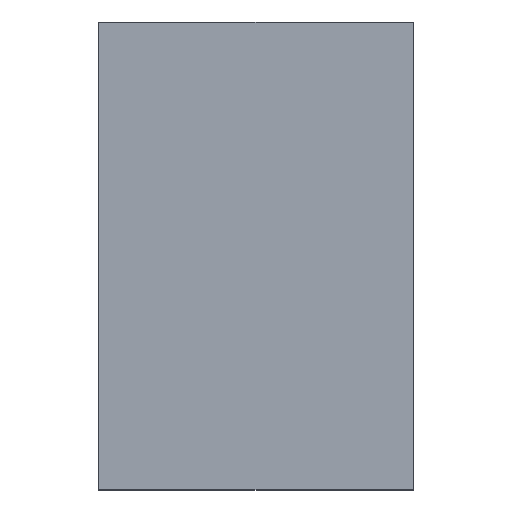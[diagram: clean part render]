
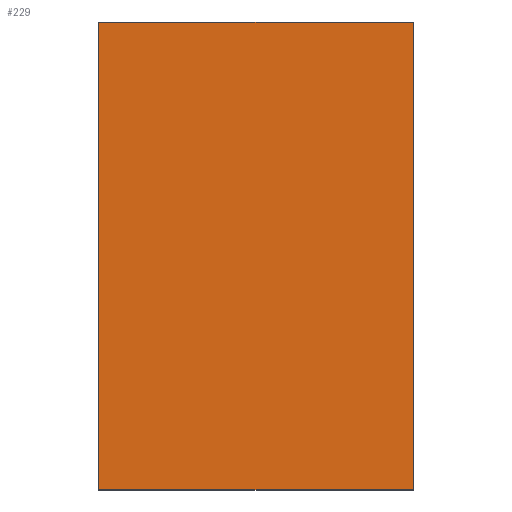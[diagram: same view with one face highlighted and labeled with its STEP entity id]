
A CAD part, top view. The second image highlights one B-rep face of the part: STEP entity #229.
In plain terms, the highlighted planar face has unit normal (0, 0, 1).
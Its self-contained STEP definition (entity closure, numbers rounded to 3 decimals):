
#2 = FACE_OUTER_BOUND ( 'NONE', #119, .T. ) ;
#4 = DIRECTION ( 'NONE',  ( 0., 0., 1. ) ) ;
#7 = VECTOR ( 'NONE', #170, 1000. ) ;
#9 = CARTESIAN_POINT ( 'NONE',  ( -25.5, 38., 1.5 ) ) ;
#11 = VECTOR ( 'NONE', #225, 1000. ) ;
#25 = LINE ( 'NONE', #164, #7 ) ;
#50 = VERTEX_POINT ( 'NONE', #221 ) ;
#68 = CARTESIAN_POINT ( 'NONE',  ( 25.5, 38., 1.5 ) ) ;
#69 = VECTOR ( 'NONE', #155, 1000. ) ;
#71 = EDGE_CURVE ( 'NONE', #117, #50, #95, .T. ) ;
#73 = VERTEX_POINT ( 'NONE', #192 ) ;
#77 = ORIENTED_EDGE ( 'NONE', *, *, #201, .T. ) ;
#79 = ORIENTED_EDGE ( 'NONE', *, *, #171, .T. ) ;
#84 = LINE ( 'NONE', #206, #11 ) ;
#87 = CARTESIAN_POINT ( 'NONE',  ( 25.5, 38., 1.5 ) ) ;
#95 = LINE ( 'NONE', #9, #98 ) ;
#96 = LINE ( 'NONE', #87, #69 ) ;
#98 = VECTOR ( 'NONE', #193, 1000. ) ;
#105 = DIRECTION ( 'NONE',  ( 1., 0., 0. ) ) ;
#106 = VERTEX_POINT ( 'NONE', #142 ) ;
#114 = ORIENTED_EDGE ( 'NONE', *, *, #71, .T. ) ;
#117 = VERTEX_POINT ( 'NONE', #68 ) ;
#119 = EDGE_LOOP ( 'NONE', ( #77, #114, #146, #79 ) ) ;
#142 = CARTESIAN_POINT ( 'NONE',  ( 25.5, -38., 1.5 ) ) ;
#145 = CARTESIAN_POINT ( 'NONE',  ( 0., 0., 1.5 ) ) ;
#146 = ORIENTED_EDGE ( 'NONE', *, *, #226, .T. ) ;
#155 = DIRECTION ( 'NONE',  ( 0., 1., 0. ) ) ;
#164 = CARTESIAN_POINT ( 'NONE',  ( -25.5, 38., 1.5 ) ) ;
#170 = DIRECTION ( 'NONE',  ( 0., -1., 0. ) ) ;
#171 = EDGE_CURVE ( 'NONE', #73, #106, #84, .T. ) ;
#192 = CARTESIAN_POINT ( 'NONE',  ( -25.5, -38., 1.5 ) ) ;
#193 = DIRECTION ( 'NONE',  ( -1., 0., 0. ) ) ;
#201 = EDGE_CURVE ( 'NONE', #106, #117, #96, .T. ) ;
#206 = CARTESIAN_POINT ( 'NONE',  ( -25.5, -38., 1.5 ) ) ;
#207 = PLANE ( 'NONE',  #235 ) ;
#221 = CARTESIAN_POINT ( 'NONE',  ( -25.5, 38., 1.5 ) ) ;
#225 = DIRECTION ( 'NONE',  ( 1., 0., 0. ) ) ;
#226 = EDGE_CURVE ( 'NONE', #50, #73, #25, .T. ) ;
#229 = ADVANCED_FACE ( 'NONE', ( #2 ), #207, .T. ) ;
#235 = AXIS2_PLACEMENT_3D ( 'NONE', #145, #4, #105 ) ;
